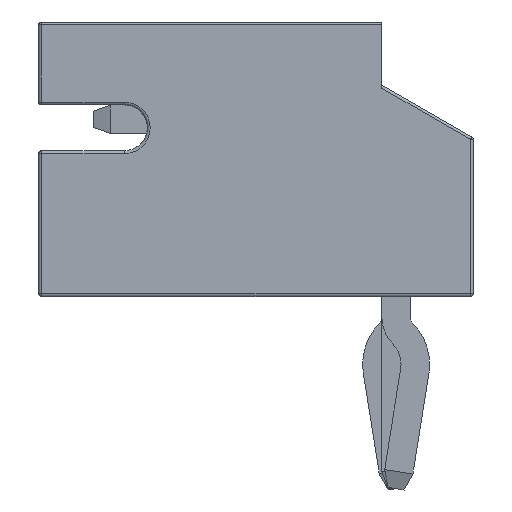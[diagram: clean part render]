
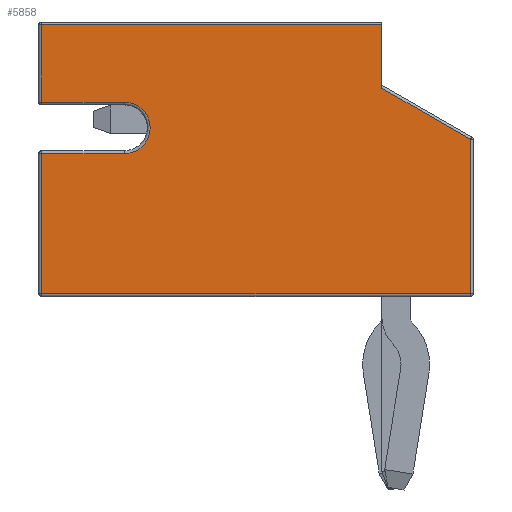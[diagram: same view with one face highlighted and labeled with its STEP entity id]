
A CAD part, left-side view. The second image highlights one B-rep face of the part: STEP entity #5858.
In plain terms, the highlighted face is planar.
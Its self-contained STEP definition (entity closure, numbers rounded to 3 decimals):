
#492=CIRCLE('',#6489,0.45);
#797=FACE_OUTER_BOUND('',#1134,.T.);
#1134=EDGE_LOOP('',(#4370,#4371,#4372,#4373,#4374,#4375,#4376,#4377,#4378,
#4379));
#1448=LINE('',#8697,#1929);
#1463=LINE('',#8777,#1944);
#1470=LINE('',#8873,#1951);
#1483=LINE('',#8971,#1964);
#1512=LINE('',#9152,#1993);
#1515=LINE('',#9159,#1996);
#1521=LINE('',#9180,#2002);
#1523=LINE('',#9189,#2004);
#1574=LINE('',#9283,#2055);
#1929=VECTOR('',#7217,10.);
#1944=VECTOR('',#7288,10.);
#1951=VECTOR('',#7339,10.);
#1964=VECTOR('',#7414,10.);
#1993=VECTOR('',#7567,10.);
#1996=VECTOR('',#7574,10.);
#2002=VECTOR('',#7598,10.);
#2004=VECTOR('',#7610,10.);
#2055=VECTOR('',#7727,1000.);
#2416=VERTEX_POINT('',#8690);
#2418=VERTEX_POINT('',#8695);
#2434=VERTEX_POINT('',#8767);
#2451=VERTEX_POINT('',#8864);
#2476=VERTEX_POINT('',#8966);
#2485=VERTEX_POINT('',#8993);
#2491=VERTEX_POINT('',#9007);
#2517=VERTEX_POINT('',#9155);
#2523=VERTEX_POINT('',#9176);
#2525=VERTEX_POINT('',#9182);
#3008=EDGE_CURVE('',#2418,#2416,#1448,.T.);
#3040=EDGE_CURVE('',#2416,#2434,#1463,.T.);
#3063=EDGE_CURVE('',#2434,#2451,#1470,.T.);
#3097=EDGE_CURVE('',#2451,#2476,#1483,.T.);
#3164=EDGE_CURVE('',#2485,#2491,#1512,.T.);
#3168=EDGE_CURVE('',#2491,#2517,#1515,.T.);
#3179=EDGE_CURVE('',#2476,#2523,#1521,.T.);
#3182=EDGE_CURVE('',#2523,#2525,#492,.T.);
#3184=EDGE_CURVE('',#2525,#2485,#1523,.T.);
#3240=EDGE_CURVE('',#2418,#2517,#1574,.T.);
#4370=ORIENTED_EDGE('',*,*,#3168,.F.);
#4371=ORIENTED_EDGE('',*,*,#3164,.F.);
#4372=ORIENTED_EDGE('',*,*,#3184,.F.);
#4373=ORIENTED_EDGE('',*,*,#3182,.F.);
#4374=ORIENTED_EDGE('',*,*,#3179,.F.);
#4375=ORIENTED_EDGE('',*,*,#3097,.F.);
#4376=ORIENTED_EDGE('',*,*,#3063,.F.);
#4377=ORIENTED_EDGE('',*,*,#3040,.F.);
#4378=ORIENTED_EDGE('',*,*,#3008,.F.);
#4379=ORIENTED_EDGE('',*,*,#3240,.T.);
#5240=PLANE('',#6523);
#5858=ADVANCED_FACE('',(#797),#5240,.F.);
#6489=AXIS2_PLACEMENT_3D('',#9186,#7605,#7606);
#6523=AXIS2_PLACEMENT_3D('',#9282,#7725,#7726);
#7217=DIRECTION('',(0.,-0.5,-0.866));
#7288=DIRECTION('',(0.,-1.,0.));
#7339=DIRECTION('',(0.,0.,1.));
#7414=DIRECTION('',(0.,1.,0.));
#7567=DIRECTION('',(0.,1.,0.));
#7574=DIRECTION('',(0.,0.,-1.));
#7598=DIRECTION('',(0.,0.,-1.));
#7605=DIRECTION('center_axis',(1.,0.,0.));
#7606=DIRECTION('ref_axis',(0.,0.,-1.));
#7610=DIRECTION('',(0.,0.,1.));
#7725=DIRECTION('center_axis',(-1.,0.,0.));
#7726=DIRECTION('ref_axis',(0.,0.,1.));
#7727=DIRECTION('',(0.,1.,0.));
#8690=CARTESIAN_POINT('',(4.95,2.747,0.05));
#8695=CARTESIAN_POINT('',(4.95,3.642,1.6));
#8697=CARTESIAN_POINT('',(4.95,5.093,4.113));
#8767=CARTESIAN_POINT('',(4.95,0.05,0.05));
#8777=CARTESIAN_POINT('',(4.95,3.788,0.05));
#8864=CARTESIAN_POINT('',(4.95,0.05,7.55));
#8873=CARTESIAN_POINT('',(4.95,0.05,7.6));
#8966=CARTESIAN_POINT('',(4.95,2.5,7.55));
#8971=CARTESIAN_POINT('',(4.95,4.8,7.55));
#8993=CARTESIAN_POINT('',(4.95,3.4,7.55));
#9007=CARTESIAN_POINT('',(4.95,4.75,7.55));
#9152=CARTESIAN_POINT('',(4.95,4.8,7.55));
#9155=CARTESIAN_POINT('',(4.95,4.75,1.6));
#9159=CARTESIAN_POINT('',(4.95,4.75,7.6));
#9176=CARTESIAN_POINT('',(4.95,2.5,6.1));
#9180=CARTESIAN_POINT('',(4.95,2.5,7.6));
#9182=CARTESIAN_POINT('',(4.95,3.4,6.1));
#9186=CARTESIAN_POINT('Origin',(4.95,2.95,6.1));
#9189=CARTESIAN_POINT('',(4.95,3.4,7.6));
#9282=CARTESIAN_POINT('Origin',(4.95,4.8,7.6));
#9283=CARTESIAN_POINT('',(4.95,4.8,1.6));
